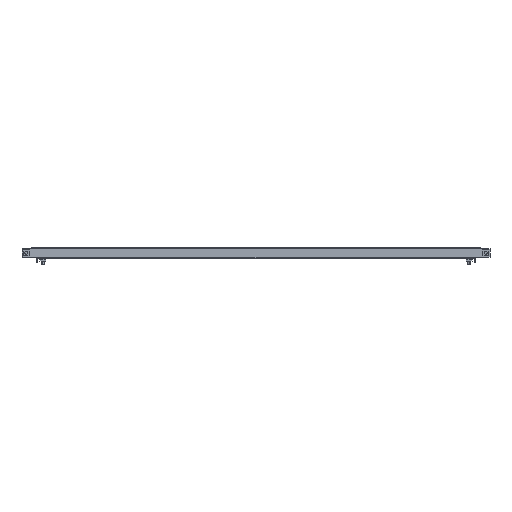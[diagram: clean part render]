
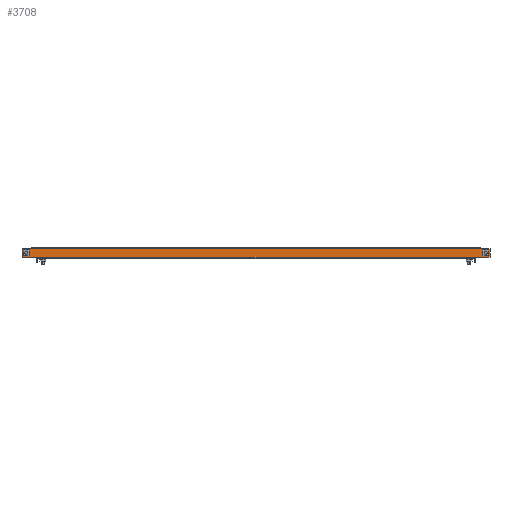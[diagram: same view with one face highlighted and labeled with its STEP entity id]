
A CAD part, left-side view. The second image highlights one B-rep face of the part: STEP entity #3708.
In plain terms, the highlighted face is planar.
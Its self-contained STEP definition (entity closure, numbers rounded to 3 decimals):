
#62 = VECTOR ( 'NONE', #7123, 1000. ) ;
#109 = PLANE ( 'NONE',  #5293 ) ;
#111 = EDGE_CURVE ( 'NONE', #6720, #2226, #6597, .T. ) ;
#132 = EDGE_CURVE ( 'NONE', #4316, #5091, #2254, .T. ) ;
#155 = DIRECTION ( 'NONE',  ( 0., 0., 1. ) ) ;
#208 = CARTESIAN_POINT ( 'NONE',  ( 0., 15.75, -13.4 ) ) ;
#244 = FACE_OUTER_BOUND ( 'NONE', #3490, .T. ) ;
#285 = DIRECTION ( 'NONE',  ( 0., 1., 0. ) ) ;
#339 = CARTESIAN_POINT ( 'NONE',  ( 0., 2.5, -983. ) ) ;
#487 = ORIENTED_EDGE ( 'NONE', *, *, #5714, .T. ) ;
#502 = ORIENTED_EDGE ( 'NONE', *, *, #3785, .F. ) ;
#514 = LINE ( 'NONE', #4943, #5793 ) ;
#563 = VECTOR ( 'NONE', #4088, 1000. ) ;
#602 = VECTOR ( 'NONE', #739, 1000. ) ;
#607 = CARTESIAN_POINT ( 'NONE',  ( 0., 6.25, -979.1 ) ) ;
#614 = LINE ( 'NONE', #5884, #3048 ) ;
#619 = CARTESIAN_POINT ( 'NONE',  ( 0., 2.5, -21. ) ) ;
#627 = CARTESIAN_POINT ( 'NONE',  ( 0., 20.5, -35. ) ) ;
#647 = LINE ( 'NONE', #7629, #870 ) ;
#720 = LINE ( 'NONE', #6532, #2174 ) ;
#728 = LINE ( 'NONE', #1599, #62 ) ;
#739 = DIRECTION ( 'NONE',  ( 0., 0., 1. ) ) ;
#764 = EDGE_CURVE ( 'NONE', #6851, #2041, #647, .T. ) ;
#805 = EDGE_CURVE ( 'NONE', #6483, #3908, #3067, .T. ) ;
#810 = DIRECTION ( 'NONE',  ( 0., 0., -1. ) ) ;
#814 = ORIENTED_EDGE ( 'NONE', *, *, #4663, .T. ) ;
#869 = ORIENTED_EDGE ( 'NONE', *, *, #4720, .F. ) ;
#870 = VECTOR ( 'NONE', #7001, 1000. ) ;
#968 = VECTOR ( 'NONE', #285, 1000. ) ;
#970 = EDGE_CURVE ( 'NONE', #3362, #3908, #728, .T. ) ;
#1043 = ORIENTED_EDGE ( 'NONE', *, *, #1647, .T. ) ;
#1184 = DIRECTION ( 'NONE',  ( 0., 0., 1. ) ) ;
#1516 = ORIENTED_EDGE ( 'NONE', *, *, #4895, .T. ) ;
#1599 = CARTESIAN_POINT ( 'NONE',  ( 0., 0., 0. ) ) ;
#1647 = EDGE_CURVE ( 'NONE', #1963, #5374, #614, .T. ) ;
#1750 = LINE ( 'NONE', #4133, #3937 ) ;
#1916 = DIRECTION ( 'NONE',  ( 0., 0., 1. ) ) ;
#1941 = CARTESIAN_POINT ( 'NONE',  ( 0., 15.75, -979.1 ) ) ;
#1963 = VERTEX_POINT ( 'NONE', #607 ) ;
#2041 = VERTEX_POINT ( 'NONE', #7927 ) ;
#2109 = ORIENTED_EDGE ( 'NONE', *, *, #805, .F. ) ;
#2174 = VECTOR ( 'NONE', #810, 1000. ) ;
#2177 = CARTESIAN_POINT ( 'NONE',  ( 0., 20.5, 0. ) ) ;
#2226 = VERTEX_POINT ( 'NONE', #6865 ) ;
#2254 = LINE ( 'NONE', #208, #563 ) ;
#2753 = DIRECTION ( 'NONE',  ( -1., 0., 0. ) ) ;
#2787 = CARTESIAN_POINT ( 'NONE',  ( 0., 0., -983. ) ) ;
#2837 = FACE_BOUND ( 'NONE', #5469, .T. ) ;
#2907 = CARTESIAN_POINT ( 'NONE',  ( 0., 15.75, -13.4 ) ) ;
#2912 = VERTEX_POINT ( 'NONE', #6604 ) ;
#3048 = VECTOR ( 'NONE', #155, 1000. ) ;
#3067 = LINE ( 'NONE', #6376, #4859 ) ;
#3298 = VERTEX_POINT ( 'NONE', #627 ) ;
#3299 = ORIENTED_EDGE ( 'NONE', *, *, #132, .T. ) ;
#3362 = VERTEX_POINT ( 'NONE', #2177 ) ;
#3426 = CARTESIAN_POINT ( 'NONE',  ( 0., 0., 0. ) ) ;
#3490 = EDGE_LOOP ( 'NONE', ( #869, #6655, #6825, #7817, #4055, #7780, #2109, #502 ) ) ;
#3497 = DIRECTION ( 'NONE',  ( 0., 1., 0. ) ) ;
#3511 = VECTOR ( 'NONE', #6659, 1000. ) ;
#3577 = LINE ( 'NONE', #2787, #8122 ) ;
#3697 = DIRECTION ( 'NONE',  ( 0., 1., 0. ) ) ;
#3708 = ADVANCED_FACE ( 'NONE', ( #2837, #5972, #244 ), #109, .F. ) ;
#3785 = EDGE_CURVE ( 'NONE', #5815, #6483, #5885, .T. ) ;
#3798 = LINE ( 'NONE', #4885, #5629 ) ;
#3864 = DIRECTION ( 'NONE',  ( 0., -1., 0. ) ) ;
#3908 = VERTEX_POINT ( 'NONE', #4788 ) ;
#3923 = CARTESIAN_POINT ( 'NONE',  ( 0., 20.5, -983. ) ) ;
#3937 = VECTOR ( 'NONE', #5539, 1000. ) ;
#4055 = ORIENTED_EDGE ( 'NONE', *, *, #5405, .F. ) ;
#4088 = DIRECTION ( 'NONE',  ( 0., -1., 0. ) ) ;
#4105 = LINE ( 'NONE', #339, #3511 ) ;
#4133 = CARTESIAN_POINT ( 'NONE',  ( 0., 15.75, -979.1 ) ) ;
#4235 = CARTESIAN_POINT ( 'NONE',  ( 0., 6.25, -3.9 ) ) ;
#4316 = VERTEX_POINT ( 'NONE', #2907 ) ;
#4351 = CARTESIAN_POINT ( 'NONE',  ( 0., 20.5, -983. ) ) ;
#4561 = CARTESIAN_POINT ( 'NONE',  ( 0., 15.75, -979.1 ) ) ;
#4663 = EDGE_CURVE ( 'NONE', #2226, #4316, #720, .T. ) ;
#4704 = CARTESIAN_POINT ( 'NONE',  ( 0., 6.25, -969.6 ) ) ;
#4720 = EDGE_CURVE ( 'NONE', #5016, #5815, #4105, .T. ) ;
#4741 = CARTESIAN_POINT ( 'NONE',  ( 0., 20.5, 0. ) ) ;
#4785 = VECTOR ( 'NONE', #3864, 1000. ) ;
#4788 = CARTESIAN_POINT ( 'NONE',  ( 0., 2.5, 0. ) ) ;
#4859 = VECTOR ( 'NONE', #1184, 1000. ) ;
#4885 = CARTESIAN_POINT ( 'NONE',  ( 0., 6.25, -3.9 ) ) ;
#4895 = EDGE_CURVE ( 'NONE', #5091, #6720, #3798, .T. ) ;
#4943 = CARTESIAN_POINT ( 'NONE',  ( 0., 15.75, -969.6 ) ) ;
#5016 = VERTEX_POINT ( 'NONE', #5334 ) ;
#5091 = VERTEX_POINT ( 'NONE', #6724 ) ;
#5104 = LINE ( 'NONE', #1941, #4785 ) ;
#5293 = AXIS2_PLACEMENT_3D ( 'NONE', #3426, #2753, #7096 ) ;
#5325 = LINE ( 'NONE', #4741, #5491 ) ;
#5334 = CARTESIAN_POINT ( 'NONE',  ( 0., 2.5, -983. ) ) ;
#5338 = CARTESIAN_POINT ( 'NONE',  ( 0., 15.75, -3.9 ) ) ;
#5372 = EDGE_LOOP ( 'NONE', ( #7955, #487, #1043, #6947 ) ) ;
#5374 = VERTEX_POINT ( 'NONE', #4704 ) ;
#5405 = EDGE_CURVE ( 'NONE', #3362, #3298, #5325, .T. ) ;
#5469 = EDGE_LOOP ( 'NONE', ( #7965, #814, #3299, #1516 ) ) ;
#5491 = VECTOR ( 'NONE', #7929, 1000. ) ;
#5539 = DIRECTION ( 'NONE',  ( 0., 0., -1. ) ) ;
#5629 = VECTOR ( 'NONE', #1916, 1000. ) ;
#5714 = EDGE_CURVE ( 'NONE', #6989, #1963, #5104, .T. ) ;
#5793 = VECTOR ( 'NONE', #3697, 1000. ) ;
#5815 = VERTEX_POINT ( 'NONE', #7252 ) ;
#5884 = CARTESIAN_POINT ( 'NONE',  ( 0., 6.25, -979.1 ) ) ;
#5885 = LINE ( 'NONE', #7764, #7035 ) ;
#5972 = FACE_BOUND ( 'NONE', #5372, .T. ) ;
#6376 = CARTESIAN_POINT ( 'NONE',  ( 0., 2.5, -983. ) ) ;
#6483 = VERTEX_POINT ( 'NONE', #619 ) ;
#6532 = CARTESIAN_POINT ( 'NONE',  ( 0., 15.75, -3.9 ) ) ;
#6597 = LINE ( 'NONE', #5338, #968 ) ;
#6604 = CARTESIAN_POINT ( 'NONE',  ( 0., 15.75, -969.6 ) ) ;
#6655 = ORIENTED_EDGE ( 'NONE', *, *, #7114, .T. ) ;
#6659 = DIRECTION ( 'NONE',  ( 0., 0., 1. ) ) ;
#6720 = VERTEX_POINT ( 'NONE', #4235 ) ;
#6724 = CARTESIAN_POINT ( 'NONE',  ( 0., 6.25, -13.4 ) ) ;
#6825 = ORIENTED_EDGE ( 'NONE', *, *, #764, .T. ) ;
#6851 = VERTEX_POINT ( 'NONE', #4351 ) ;
#6865 = CARTESIAN_POINT ( 'NONE',  ( 0., 15.75, -3.9 ) ) ;
#6947 = ORIENTED_EDGE ( 'NONE', *, *, #7237, .T. ) ;
#6989 = VERTEX_POINT ( 'NONE', #4561 ) ;
#7001 = DIRECTION ( 'NONE',  ( 0., 0., 1. ) ) ;
#7035 = VECTOR ( 'NONE', #7814, 1000. ) ;
#7096 = DIRECTION ( 'NONE',  ( 0., 0., 1. ) ) ;
#7114 = EDGE_CURVE ( 'NONE', #5016, #6851, #3577, .T. ) ;
#7123 = DIRECTION ( 'NONE',  ( 0., -1., 0. ) ) ;
#7237 = EDGE_CURVE ( 'NONE', #5374, #2912, #514, .T. ) ;
#7252 = CARTESIAN_POINT ( 'NONE',  ( 0., 2.5, -962. ) ) ;
#7629 = CARTESIAN_POINT ( 'NONE',  ( 0., 20.5, -983. ) ) ;
#7760 = LINE ( 'NONE', #3923, #602 ) ;
#7764 = CARTESIAN_POINT ( 'NONE',  ( 0., 2.5, -983. ) ) ;
#7780 = ORIENTED_EDGE ( 'NONE', *, *, #970, .T. ) ;
#7814 = DIRECTION ( 'NONE',  ( 0., 0., 1. ) ) ;
#7817 = ORIENTED_EDGE ( 'NONE', *, *, #8228, .T. ) ;
#7903 = EDGE_CURVE ( 'NONE', #2912, #6989, #1750, .T. ) ;
#7927 = CARTESIAN_POINT ( 'NONE',  ( 0., 20.5, -948. ) ) ;
#7929 = DIRECTION ( 'NONE',  ( 0., 0., -1. ) ) ;
#7955 = ORIENTED_EDGE ( 'NONE', *, *, #7903, .T. ) ;
#7965 = ORIENTED_EDGE ( 'NONE', *, *, #111, .T. ) ;
#8122 = VECTOR ( 'NONE', #3497, 1000. ) ;
#8228 = EDGE_CURVE ( 'NONE', #2041, #3298, #7760, .T. ) ;
